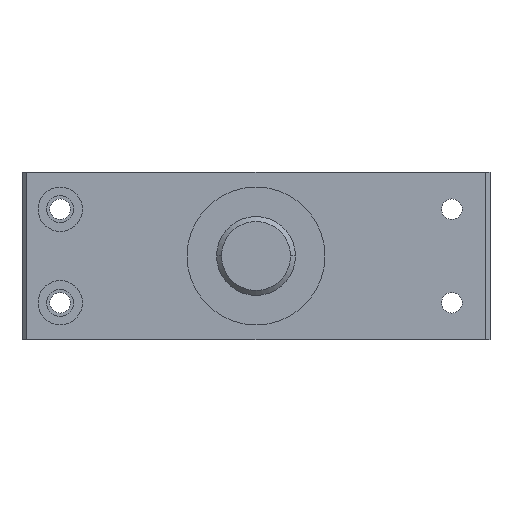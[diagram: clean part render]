
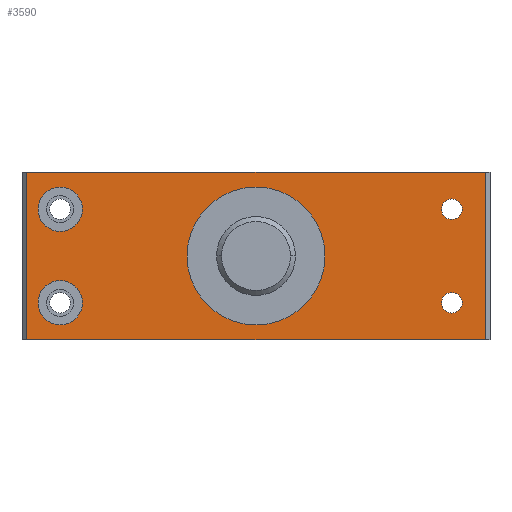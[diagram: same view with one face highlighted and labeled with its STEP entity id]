
A CAD part, left-side view. The second image highlights one B-rep face of the part: STEP entity #3590.
In plain terms, the highlighted planar face has unit normal (-1, 0, 0).
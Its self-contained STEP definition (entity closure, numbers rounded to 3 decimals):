
#27 = DIRECTION ( 'NONE',  ( 1., 0., 0. ) ) ;
#101 = VERTEX_POINT ( 'NONE', #671 ) ;
#119 = DIRECTION ( 'NONE',  ( -1., 0., 0. ) ) ;
#143 = EDGE_LOOP ( 'NONE', ( #2867, #731 ) ) ;
#204 = CARTESIAN_POINT ( 'NONE',  ( 20.337, 51.76, 77.953 ) ) ;
#273 = CARTESIAN_POINT ( 'NONE',  ( 20.337, 37.76, 77.953 ) ) ;
#300 = ORIENTED_EDGE ( 'NONE', *, *, #3632, .F. ) ;
#348 = DIRECTION ( 'NONE',  ( -1., 0., 0. ) ) ;
#397 = DIRECTION ( 'NONE',  ( 0., -1., 0. ) ) ;
#398 = CIRCLE ( 'NONE', #1186, 2.1 ) ;
#418 = DIRECTION ( 'NONE',  ( 0., 0., -1. ) ) ;
#430 = AXIS2_PLACEMENT_3D ( 'NONE', #1448, #1509, #4062 ) ;
#433 = DIRECTION ( 'NONE',  ( 0., -1., 0. ) ) ;
#521 = ORIENTED_EDGE ( 'NONE', *, *, #1675, .T. ) ;
#526 = AXIS2_PLACEMENT_3D ( 'NONE', #1170, #1428, #857 ) ;
#533 = AXIS2_PLACEMENT_3D ( 'NONE', #1668, #119, #3904 ) ;
#538 = CARTESIAN_POINT ( 'NONE',  ( 20.337, 96.01, 68.453 ) ) ;
#581 = DIRECTION ( 'NONE',  ( 0., -1., 0. ) ) ;
#596 = AXIS2_PLACEMENT_3D ( 'NONE', #1763, #3083, #581 ) ;
#610 = PLANE ( 'NONE',  #1761 ) ;
#648 = ORIENTED_EDGE ( 'NONE', *, *, #3967, .T. ) ;
#659 = VECTOR ( 'NONE', #418, 1000. ) ;
#665 = VECTOR ( 'NONE', #397, 1000. ) ;
#671 = CARTESIAN_POINT ( 'NONE',  ( 20.337, 12.01, 66.353 ) ) ;
#693 = CARTESIAN_POINT ( 'NONE',  ( 20.337, 12.01, 70.553 ) ) ;
#728 = DIRECTION ( 'NONE',  ( 0., 0., 1. ) ) ;
#731 = ORIENTED_EDGE ( 'NONE', *, *, #3966, .F. ) ;
#736 = DIRECTION ( 'NONE',  ( -1., 0., 0. ) ) ;
#746 = VERTEX_POINT ( 'NONE', #2459 ) ;
#752 = VERTEX_POINT ( 'NONE', #3511 ) ;
#763 = VERTEX_POINT ( 'NONE', #273 ) ;
#824 = AXIS2_PLACEMENT_3D ( 'NONE', #973, #27, #951 ) ;
#836 = VERTEX_POINT ( 'NONE', #4089 ) ;
#857 = DIRECTION ( 'NONE',  ( 0., -1., 0. ) ) ;
#889 = EDGE_CURVE ( 'NONE', #1110, #836, #1898, .T. ) ;
#896 = DIRECTION ( 'NONE',  ( 0., -1., 0. ) ) ;
#951 = DIRECTION ( 'NONE',  ( 0., -1., 0. ) ) ;
#962 = EDGE_CURVE ( 'NONE', #1849, #2414, #1857, .T. ) ;
#973 = CARTESIAN_POINT ( 'NONE',  ( 20.337, 91.51, 68.453 ) ) ;
#1016 = CARTESIAN_POINT ( 'NONE',  ( 20.337, 12.01, 89.553 ) ) ;
#1092 = LINE ( 'NONE', #1375, #665 ) ;
#1110 = VERTEX_POINT ( 'NONE', #538 ) ;
#1118 = EDGE_LOOP ( 'NONE', ( #521, #3184 ) ) ;
#1165 = EDGE_CURVE ( 'NONE', #1849, #746, #2566, .T. ) ;
#1170 = CARTESIAN_POINT ( 'NONE',  ( 20.337, 91.51, 68.453 ) ) ;
#1186 = AXIS2_PLACEMENT_3D ( 'NONE', #1459, #348, #1894 ) ;
#1375 = CARTESIAN_POINT ( 'NONE',  ( 20.337, 99.26, 60.953 ) ) ;
#1377 = ORIENTED_EDGE ( 'NONE', *, *, #3227, .T. ) ;
#1409 = ORIENTED_EDGE ( 'NONE', *, *, #962, .F. ) ;
#1428 = DIRECTION ( 'NONE',  ( 1., 0., 0. ) ) ;
#1448 = CARTESIAN_POINT ( 'NONE',  ( 20.337, 91.51, 87.453 ) ) ;
#1459 = CARTESIAN_POINT ( 'NONE',  ( 20.337, 12.01, 68.453 ) ) ;
#1509 = DIRECTION ( 'NONE',  ( 1., 0., 0. ) ) ;
#1568 = AXIS2_PLACEMENT_3D ( 'NONE', #2839, #4080, #2485 ) ;
#1608 = CIRCLE ( 'NONE', #824, 4.5 ) ;
#1612 = CIRCLE ( 'NONE', #4097, 14. ) ;
#1656 = VERTEX_POINT ( 'NONE', #2815 ) ;
#1668 = CARTESIAN_POINT ( 'NONE',  ( 20.337, 51.76, 77.953 ) ) ;
#1675 = EDGE_CURVE ( 'NONE', #836, #1110, #1608, .T. ) ;
#1697 = CIRCLE ( 'NONE', #533, 14. ) ;
#1761 = AXIS2_PLACEMENT_3D ( 'NONE', #2755, #3119, #1831 ) ;
#1763 = CARTESIAN_POINT ( 'NONE',  ( 20.337, 12.01, 68.453 ) ) ;
#1770 = FACE_BOUND ( 'NONE', #143, .T. ) ;
#1831 = DIRECTION ( 'NONE',  ( 0., 1., 0. ) ) ;
#1849 = VERTEX_POINT ( 'NONE', #3723 ) ;
#1852 = FACE_BOUND ( 'NONE', #1118, .T. ) ;
#1857 = LINE ( 'NONE', #2194, #3651 ) ;
#1894 = DIRECTION ( 'NONE',  ( 0., -1., 0. ) ) ;
#1898 = CIRCLE ( 'NONE', #526, 4.5 ) ;
#1979 = CARTESIAN_POINT ( 'NONE',  ( 20.337, 96.01, 87.453 ) ) ;
#1996 = CIRCLE ( 'NONE', #3074, 4.5 ) ;
#2019 = EDGE_CURVE ( 'NONE', #2599, #763, #1612, .T. ) ;
#2041 = EDGE_LOOP ( 'NONE', ( #2906, #1377 ) ) ;
#2057 = ORIENTED_EDGE ( 'NONE', *, *, #2538, .T. ) ;
#2060 = CARTESIAN_POINT ( 'NONE',  ( 20.337, 91.51, 87.453 ) ) ;
#2085 = ORIENTED_EDGE ( 'NONE', *, *, #4042, .F. ) ;
#2150 = EDGE_LOOP ( 'NONE', ( #648, #2057, #1409, #3581 ) ) ;
#2194 = CARTESIAN_POINT ( 'NONE',  ( 20.337, 99.26, 94.953 ) ) ;
#2257 = CARTESIAN_POINT ( 'NONE',  ( 20.337, 5.26, 60.953 ) ) ;
#2264 = CIRCLE ( 'NONE', #430, 4.5 ) ;
#2298 = CARTESIAN_POINT ( 'NONE',  ( 20.337, 5.26, 60.953 ) ) ;
#2337 = CARTESIAN_POINT ( 'NONE',  ( 20.337, 5.26, 94.953 ) ) ;
#2378 = CIRCLE ( 'NONE', #596, 2.1 ) ;
#2414 = VERTEX_POINT ( 'NONE', #2337 ) ;
#2425 = VERTEX_POINT ( 'NONE', #1979 ) ;
#2459 = CARTESIAN_POINT ( 'NONE',  ( 20.337, 98.26, 60.953 ) ) ;
#2465 = FACE_BOUND ( 'NONE', #3729, .T. ) ;
#2485 = DIRECTION ( 'NONE',  ( 0., -1., 0. ) ) ;
#2538 = EDGE_CURVE ( 'NONE', #3322, #2414, #3280, .T. ) ;
#2566 = LINE ( 'NONE', #2874, #659 ) ;
#2599 = VERTEX_POINT ( 'NONE', #3664 ) ;
#2737 = DIRECTION ( 'NONE',  ( 0., 1., 0. ) ) ;
#2755 = CARTESIAN_POINT ( 'NONE',  ( 20.337, 99.26, 60.953 ) ) ;
#2781 = AXIS2_PLACEMENT_3D ( 'NONE', #3269, #736, #433 ) ;
#2815 = CARTESIAN_POINT ( 'NONE',  ( 20.337, 87.01, 87.453 ) ) ;
#2823 = VECTOR ( 'NONE', #728, 1000. ) ;
#2839 = CARTESIAN_POINT ( 'NONE',  ( 20.337, 12.01, 87.453 ) ) ;
#2867 = ORIENTED_EDGE ( 'NONE', *, *, #2019, .F. ) ;
#2874 = CARTESIAN_POINT ( 'NONE',  ( 20.337, 98.26, 60.953 ) ) ;
#2906 = ORIENTED_EDGE ( 'NONE', *, *, #3486, .T. ) ;
#2964 = ORIENTED_EDGE ( 'NONE', *, *, #3521, .F. ) ;
#3071 = FACE_BOUND ( 'NONE', #2041, .T. ) ;
#3074 = AXIS2_PLACEMENT_3D ( 'NONE', #2060, #3325, #2737 ) ;
#3083 = DIRECTION ( 'NONE',  ( -1., 0., 0. ) ) ;
#3119 = DIRECTION ( 'NONE',  ( -1., 0., 0. ) ) ;
#3184 = ORIENTED_EDGE ( 'NONE', *, *, #889, .T. ) ;
#3227 = EDGE_CURVE ( 'NONE', #2425, #1656, #2264, .T. ) ;
#3269 = CARTESIAN_POINT ( 'NONE',  ( 20.337, 12.01, 87.453 ) ) ;
#3280 = LINE ( 'NONE', #2298, #2823 ) ;
#3310 = CIRCLE ( 'NONE', #1568, 2.1 ) ;
#3322 = VERTEX_POINT ( 'NONE', #2257 ) ;
#3325 = DIRECTION ( 'NONE',  ( 1., 0., 0. ) ) ;
#3358 = VERTEX_POINT ( 'NONE', #1016 ) ;
#3382 = CIRCLE ( 'NONE', #2781, 2.1 ) ;
#3435 = DIRECTION ( 'NONE',  ( -1., 0., 0. ) ) ;
#3452 = FACE_BOUND ( 'NONE', #4059, .T. ) ;
#3486 = EDGE_CURVE ( 'NONE', #1656, #2425, #1996, .T. ) ;
#3511 = CARTESIAN_POINT ( 'NONE',  ( 20.337, 12.01, 85.353 ) ) ;
#3521 = EDGE_CURVE ( 'NONE', #752, #3358, #3310, .T. ) ;
#3581 = ORIENTED_EDGE ( 'NONE', *, *, #1165, .T. ) ;
#3590 = ADVANCED_FACE ( 'NONE', ( #1852, #1770, #3071, #2465, #3452, #3704 ), #610, .T. ) ;
#3632 = EDGE_CURVE ( 'NONE', #101, #3826, #398, .T. ) ;
#3651 = VECTOR ( 'NONE', #896, 1000. ) ;
#3664 = CARTESIAN_POINT ( 'NONE',  ( 20.337, 65.76, 77.953 ) ) ;
#3670 = DIRECTION ( 'NONE',  ( 0., -1., 0. ) ) ;
#3704 = FACE_OUTER_BOUND ( 'NONE', #2150, .T. ) ;
#3723 = CARTESIAN_POINT ( 'NONE',  ( 20.337, 98.26, 94.953 ) ) ;
#3729 = EDGE_LOOP ( 'NONE', ( #2964, #2085 ) ) ;
#3748 = ORIENTED_EDGE ( 'NONE', *, *, #3761, .F. ) ;
#3761 = EDGE_CURVE ( 'NONE', #3826, #101, #2378, .T. ) ;
#3826 = VERTEX_POINT ( 'NONE', #693 ) ;
#3904 = DIRECTION ( 'NONE',  ( 0., -1., 0. ) ) ;
#3966 = EDGE_CURVE ( 'NONE', #763, #2599, #1697, .T. ) ;
#3967 = EDGE_CURVE ( 'NONE', #746, #3322, #1092, .T. ) ;
#4042 = EDGE_CURVE ( 'NONE', #3358, #752, #3382, .T. ) ;
#4059 = EDGE_LOOP ( 'NONE', ( #300, #3748 ) ) ;
#4062 = DIRECTION ( 'NONE',  ( 0., 1., 0. ) ) ;
#4080 = DIRECTION ( 'NONE',  ( -1., 0., 0. ) ) ;
#4089 = CARTESIAN_POINT ( 'NONE',  ( 20.337, 87.01, 68.453 ) ) ;
#4097 = AXIS2_PLACEMENT_3D ( 'NONE', #204, #3435, #3670 ) ;
